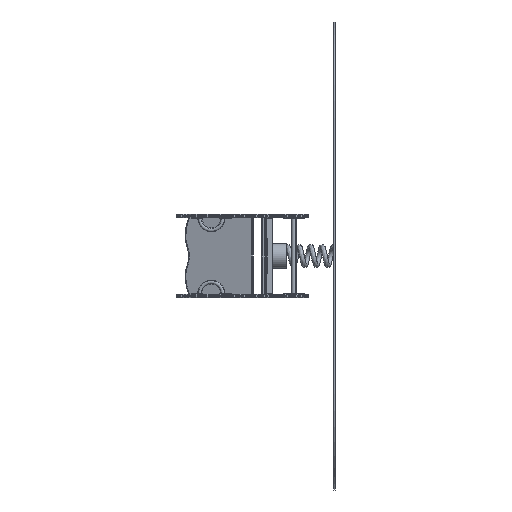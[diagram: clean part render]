
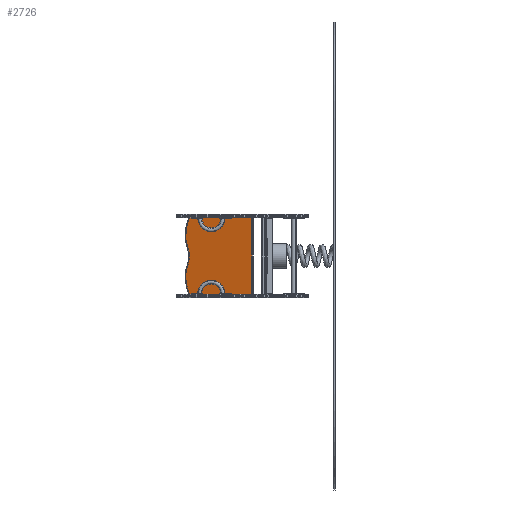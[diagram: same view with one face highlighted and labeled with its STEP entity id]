
A CAD part, left-side view. The second image highlights one B-rep face of the part: STEP entity #2726.
In plain terms, the highlighted face is planar.
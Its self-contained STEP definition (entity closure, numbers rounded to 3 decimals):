
#2726=ADVANCED_FACE('',(#6052),#6054,.T.);
#6052=FACE_BOUND('',#6053,.T.);
#6053=EDGE_LOOP('',(#15636,#15637,#15638,#15639,#15640,#15641));
#6054=PLANE('',#6055);
#6055=AXIS2_PLACEMENT_3D('',#6056,#6057,#6058);
#6056=CARTESIAN_POINT('',(0.,0.,0.));
#6057=DIRECTION('',(0.,0.,1.));
#6058=DIRECTION('',(1.,0.,0.));
#15636=ORIENTED_EDGE('',*,*,#16247,.T.);
#15637=ORIENTED_EDGE('',*,*,#16244,.T.);
#15638=ORIENTED_EDGE('',*,*,#16248,.T.);
#15639=ORIENTED_EDGE('',*,*,#16249,.T.);
#15640=ORIENTED_EDGE('',*,*,#16250,.T.);
#15641=ORIENTED_EDGE('',*,*,#16229,.T.);
#16229=EDGE_CURVE('',#16668,#16665,#16669,.T.);
#16244=EDGE_CURVE('',#16683,#16693,#16695,.T.);
#16247=EDGE_CURVE('',#16665,#16683,#16698,.T.);
#16248=EDGE_CURVE('',#16693,#16699,#16700,.T.);
#16249=EDGE_CURVE('',#16699,#16701,#16702,.T.);
#16250=EDGE_CURVE('',#16701,#16668,#16703,.T.);
#16665=VERTEX_POINT('',#18866);
#16668=VERTEX_POINT('',#18872);
#16669=LINE('',#18873,#18874);
#16683=VERTEX_POINT('',#18908);
#16693=VERTEX_POINT('',#18931);
#16695=LINE('',#18936,#18937);
#16698=LINE('',#18945,#18946);
#16699=VERTEX_POINT('',#18948);
#16700=LINE('',#18949,#18950);
#16701=VERTEX_POINT('',#18952);
#16702=B_SPLINE_CURVE_WITH_KNOTS('',3,
(#18953,#18954,#18955,#18956,#18957,#18958,#18959,#18960,#18961,#18962,#18963,#18964,
#18965,#18966,#18967,#18968,#18969,#18970,#18971,#18972,#18973,#18974,#18975,#18976,
#18977,#18978,#18979,#18980,#18981,#18982,#18983,#18984,#18985,#18986,#18987,#18988,
#18989,#18990,#18991,#18992,#18993),
.UNSPECIFIED.,.F.,.F.,
(4,1,1,1,1,1,1,1,1,1,1,1,1,1,1,1,1,1,1,1,1,1,1,1,1,1,1,1,1,1,1,1,1,1,1,1,1,1,4),
(0.,0.133,0.213,0.242,0.247,0.252,
0.257,0.263,0.274,0.292,0.319,
0.347,0.377,0.407,0.441,0.468,
0.487,0.498,0.508,0.52,0.537,
0.561,0.592,0.625,0.658,0.69,
0.713,0.73,0.737,0.742,0.745,
0.747,0.751,0.755,0.762,0.785,
0.842,0.918,1.),
.UNSPECIFIED.);
#16703=LINE('',#18994,#18995);
#18866=CARTESIAN_POINT('',(0.,5.,0.));
#18872=CARTESIAN_POINT('',(0.,345.,0.));
#18873=CARTESIAN_POINT('',(0.,345.,0.));
#18874=VECTOR('',#18875,1.);
#18875=DIRECTION('',(0.,-1.,0.));
#18908=CARTESIAN_POINT('',(420.,5.,0.));
#18931=CARTESIAN_POINT('',(420.,345.,0.));
#18936=CARTESIAN_POINT('',(420.,5.,0.));
#18937=VECTOR('',#18938,1.);
#18938=DIRECTION('',(0.,1.,0.));
#18945=CARTESIAN_POINT('',(0.,5.,0.));
#18946=VECTOR('',#18947,1.);
#18947=DIRECTION('',(1.,0.,0.));
#18948=CARTESIAN_POINT('',(409.037,345.,0.));
#18949=CARTESIAN_POINT('',(420.,345.,0.));
#18950=VECTOR('',#18951,1.);
#18951=DIRECTION('',(-1.,0.,0.));
#18952=CARTESIAN_POINT('',(10.963,345.,0.));
#18953=CARTESIAN_POINT('',(409.037,345.,0.));
#18954=CARTESIAN_POINT('',(391.531,352.003,0.));
#18955=CARTESIAN_POINT('',(363.508,360.4,0.));
#18956=CARTESIAN_POINT('',(331.668,364.38,0.));
#18957=CARTESIAN_POINT('',(316.638,364.947,0.));
#18958=CARTESIAN_POINT('',(311.522,364.997,0.));
#18959=CARTESIAN_POINT('',(309.603,365.006,0.));
#18960=CARTESIAN_POINT('',(307.579,364.972,0.));
#18961=CARTESIAN_POINT('',(304.84,364.856,0.));
#18962=CARTESIAN_POINT('',(300.407,364.507,0.));
#18963=CARTESIAN_POINT('',(293.304,363.549,0.));
#18964=CARTESIAN_POINT('',(283.799,361.573,0.));
#18965=CARTESIAN_POINT('',(272.567,358.557,0.));
#18966=CARTESIAN_POINT('',(260.776,355.009,0.));
#18967=CARTESIAN_POINT('',(248.122,351.226,0.));
#18968=CARTESIAN_POINT('',(235.737,348.005,0.));
#18969=CARTESIAN_POINT('',(224.701,345.982,0.));
#18970=CARTESIAN_POINT('',(216.649,345.169,0.));
#18971=CARTESIAN_POINT('',(210.986,344.967,0.));
#18972=CARTESIAN_POINT('',(206.278,345.038,0.));
#18973=CARTESIAN_POINT('',(200.813,345.391,0.));
#18974=CARTESIAN_POINT('',(193.326,346.314,0.));
#18975=CARTESIAN_POINT('',(183.367,348.241,0.));
#18976=CARTESIAN_POINT('',(171.288,351.388,0.));
#18977=CARTESIAN_POINT('',(158.238,355.312,0.));
#18978=CARTESIAN_POINT('',(145.236,359.203,0.));
#18979=CARTESIAN_POINT('',(133.737,362.159,0.));
#18980=CARTESIAN_POINT('',(124.518,363.889,0.));
#18981=CARTESIAN_POINT('',(118.474,364.609,0.));
#18982=CARTESIAN_POINT('',(114.844,364.866,0.));
#18983=CARTESIAN_POINT('',(112.946,364.95,0.));
#18984=CARTESIAN_POINT('',(111.633,364.986,0.));
#18985=CARTESIAN_POINT('',(110.486,365.002,0.));
#18986=CARTESIAN_POINT('',(109.124,365.,0.));
#18987=CARTESIAN_POINT('',(107.157,364.987,0.));
#18988=CARTESIAN_POINT('',(102.721,364.917,0.));
#18989=CARTESIAN_POINT('',(91.346,364.468,0.));
#18990=CARTESIAN_POINT('',(70.947,362.354,0.));
#18991=CARTESIAN_POINT('',(42.648,356.424,0.));
#18992=CARTESIAN_POINT('',(21.811,349.339,0.));
#18993=CARTESIAN_POINT('',(10.963,345.,0.));
#18994=CARTESIAN_POINT('',(10.963,345.,0.));
#18995=VECTOR('',#18996,1.);
#18996=DIRECTION('',(-1.,0.,0.));
